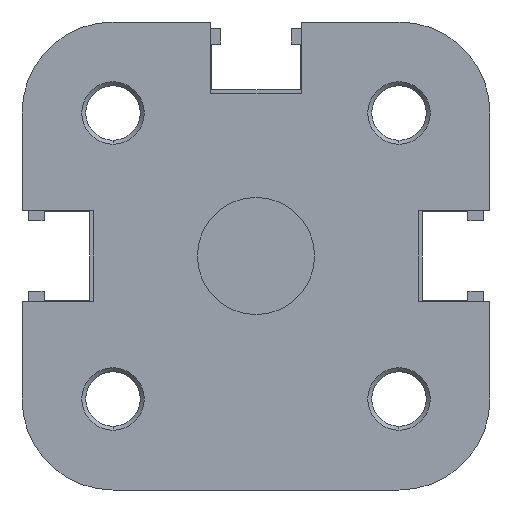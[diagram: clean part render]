
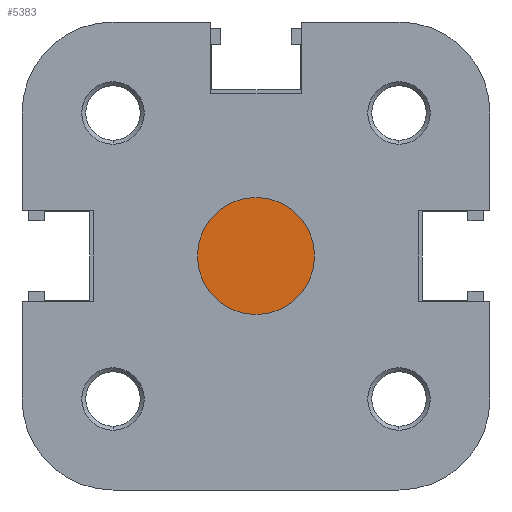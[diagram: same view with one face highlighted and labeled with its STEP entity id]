
A CAD part, left-side view. The second image highlights one B-rep face of the part: STEP entity #5383.
In plain terms, the highlighted planar face has unit normal (-1, 0, 0).
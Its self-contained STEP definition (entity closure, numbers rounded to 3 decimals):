
#681 = ORIENTED_EDGE ( 'NONE', *, *, #1722, .T. ) ;
#982 = ORIENTED_EDGE ( 'NONE', *, *, #1313, .T. ) ;
#1313 = EDGE_CURVE ( 'NONE', #6836, #6796, #2055, .T. ) ;
#1722 = EDGE_CURVE ( 'NONE', #6796, #6836, #2736, .T. ) ;
#1810 = AXIS2_PLACEMENT_3D ( 'NONE', #5878, #5880, #5881 ) ;
#1945 = AXIS2_PLACEMENT_3D ( 'NONE', #3175, #3182, #3183 ) ;
#2055 = CIRCLE ( 'NONE', #1810, 4.5 ) ;
#2736 = CIRCLE ( 'NONE', #1945, 4.5 ) ;
#3175 = CARTESIAN_POINT ( 'NONE',  ( 2.1, 0., 0. ) ) ;
#3182 = DIRECTION ( 'NONE',  ( -1., 0., 0. ) ) ;
#3183 = DIRECTION ( 'NONE',  ( 0., 0., 1. ) ) ;
#3642 = PLANE ( 'NONE',  #4486 ) ;
#3645 = CARTESIAN_POINT ( 'NONE',  ( 2.1, 4.5, 0. ) ) ;
#3651 = DIRECTION ( 'NONE',  ( 1., 0., 0. ) ) ;
#3652 = DIRECTION ( 'NONE',  ( 0., 0., -1. ) ) ;
#4214 = CARTESIAN_POINT ( 'NONE',  ( 2.1, 0., 4.5 ) ) ;
#4254 = CARTESIAN_POINT ( 'NONE',  ( 2.1, 0., -4.5 ) ) ;
#4486 = AXIS2_PLACEMENT_3D ( 'NONE', #3645, #3651, #3652 ) ;
#4669 = FACE_OUTER_BOUND ( 'NONE', #7282, .T. ) ;
#5383 = ADVANCED_FACE ( 'NONE', ( #4669 ), #3642, .F. ) ;
#5878 = CARTESIAN_POINT ( 'NONE',  ( 2.1, 0., 0. ) ) ;
#5880 = DIRECTION ( 'NONE',  ( -1., 0., 0. ) ) ;
#5881 = DIRECTION ( 'NONE',  ( 0., 0., 1. ) ) ;
#6796 = VERTEX_POINT ( 'NONE', #4214 ) ;
#6836 = VERTEX_POINT ( 'NONE', #4254 ) ;
#7282 = EDGE_LOOP ( 'NONE', ( #681, #982 ) ) ;
